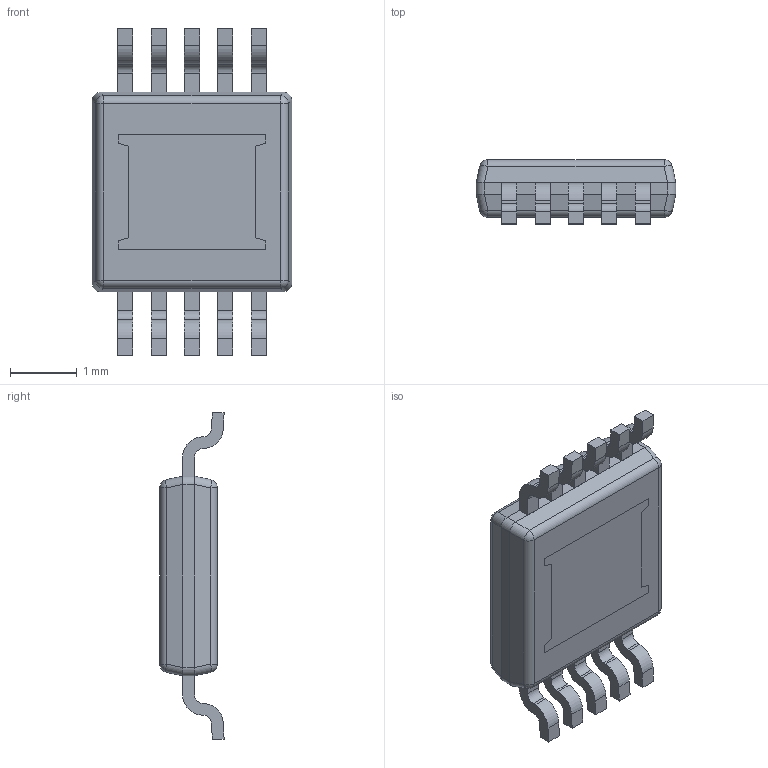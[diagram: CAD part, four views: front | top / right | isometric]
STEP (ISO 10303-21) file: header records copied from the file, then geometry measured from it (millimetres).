
FILE_DESCRIPTION((''),'2;1');
FILE_NAME('MUC10A_ASM','2012-02-09T',('CKXSSC'),(''),'PRO/ENGINEER BY PARAMETRIC TECHNOLOGY CORPORATION, 2011220','PRO/ENGINEER BY PARAMETRIC TECHNOLOGY CORPORATION, 2011220','');
FILE_SCHEMA(('AUTOMOTIVE_DESIGN_CC2 { 1 2 10303 214 -1 1 5 2 }'));
Length unit declared in the file: inch
Products named in the file (4): BODY_MUC10A; LEAD_MUC10A; EXP_PAD_MUC10A; MUC10A_ASM
Assembly tree (12 placements, depth 2):
  MUC10A_ASM
    BODY_MUC10A
    LEAD_MUC10A  x10
    EXP_PAD_MUC10A
Bounding box: 3 x 0.97 x 4.9 mm (x, y, z)
Volume: 7.9 mm3; surface area: 45.9 mm2
Topology: 12 solids, 12 shells, 220 faces, 560 edges, 365 vertices
Faces by surface type: plane 150, cylinder 61, sphere 9
Entity records: 3740 total; most frequent: CARTESIAN_POINT 606, ORIENTED_EDGE 470, DIRECTION 467, PRESENTATION_STYLE_ASSIGNMENT 238, STYLED_ITEM 238, CURVE_STYLE 235, EDGE_CURVE 235, VECTOR 175
